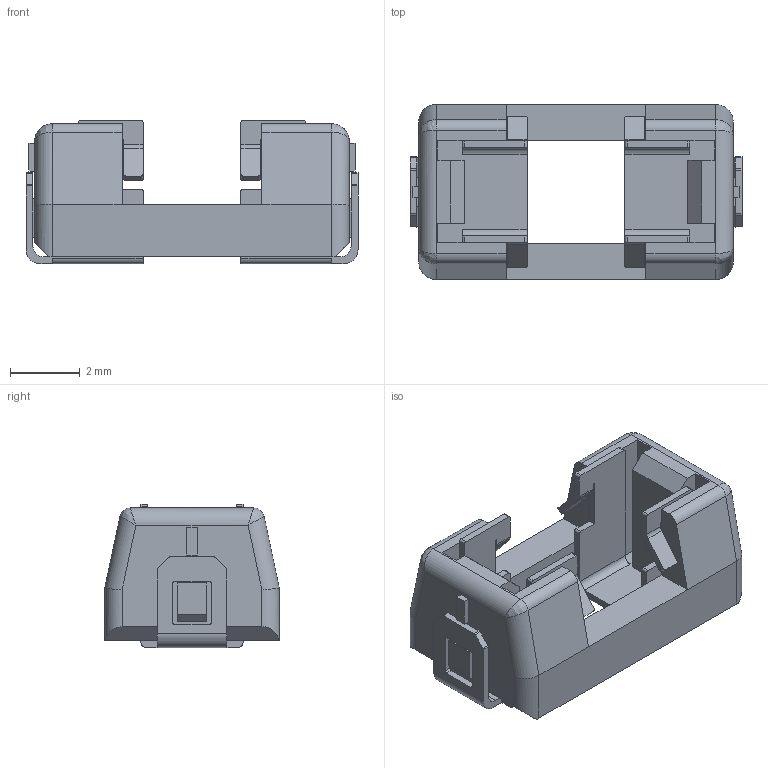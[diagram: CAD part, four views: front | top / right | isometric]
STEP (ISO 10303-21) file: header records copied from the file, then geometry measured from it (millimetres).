
FILE_DESCRIPTION(/* description */ (''),/* implementation_level */ '2;1');
FILE_NAME(/* name */ 'SMD fuse holder v7 v1.step',/* time_stamp */ '2023-01-28T00:55:43+03:00',/* author */ (''),/* organization */ (''),/* preprocessor_version */ 'ST-DEVELOPER v19.2',/* originating_system */ 'Autodesk Translation Framework v11.17.0.187',/* authorisation */ '');
FILE_SCHEMA (('AUTOMOTIVE_DESIGN { 1 0 10303 214 3 1 1 }'));
Length unit declared in the file: millimetre
Products named in the file (3): SMD fuse holder v7; Plastic holder; Terminal
Assembly tree (2 placements, depth 2):
  SMD fuse holder v7
    Plastic holder
    Terminal
Bounding box: 9.5 x 5 x 4.1 mm (x, y, z)
Volume: 77.6 mm3; surface area: 327.8 mm2
Topology: 3 solids, 3 shells, 213 faces, 598 edges, 390 vertices
Faces by surface type: plane 135, cylinder 74, bspline 4
Entity records: 7008 total; most frequent: CARTESIAN_POINT 1298, ORIENTED_EDGE 1188, DIRECTION 1172, EDGE_CURVE 594, LINE 444, VECTOR 444, VERTEX_POINT 390, AXIS2_PLACEMENT_3D 364
